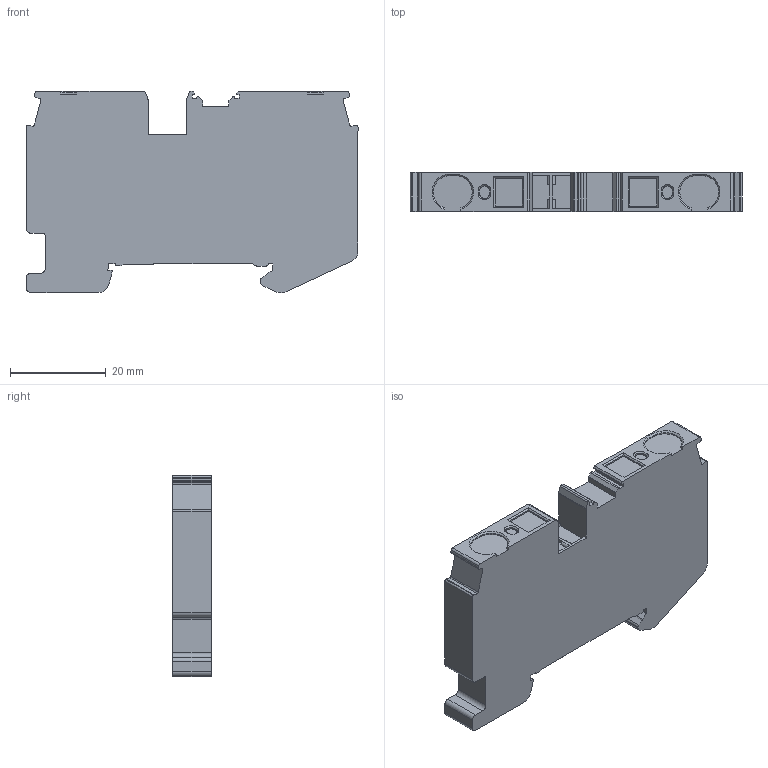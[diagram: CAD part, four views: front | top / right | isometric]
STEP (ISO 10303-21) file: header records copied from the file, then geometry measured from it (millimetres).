
FILE_DESCRIPTION( ( 'STEP AP203' ), '1' );
FILE_NAME( 'DST6-PE-D.stp', '2022-12-19T06:26:56', ( ' ' ), ( ' ' ), 'XStep 1.0', ' ', ' ' );
FILE_SCHEMA( ( 'CONFIG_CONTROL_DESIGN) ( )' ) );
Length unit declared in the file: metre
Products named in the file (1): 1
Bounding box: 69.5 x 8.15 x 42.1 mm (x, y, z)
Volume: 20302 mm3; surface area: 7244.8 mm2
Topology: 1 solids, 1 shells, 189 faces, 524 edges, 341 vertices
Faces by surface type: plane 122, cylinder 59, cone 8
Entity records: 6054 total; most frequent: CARTESIAN_POINT 1067, ORIENTED_EDGE 1048, DIRECTION 1028, EDGE_CURVE 524, LINE 392, VECTOR 392, VERTEX_POINT 341, AXIS2_PLACEMENT_3D 318
